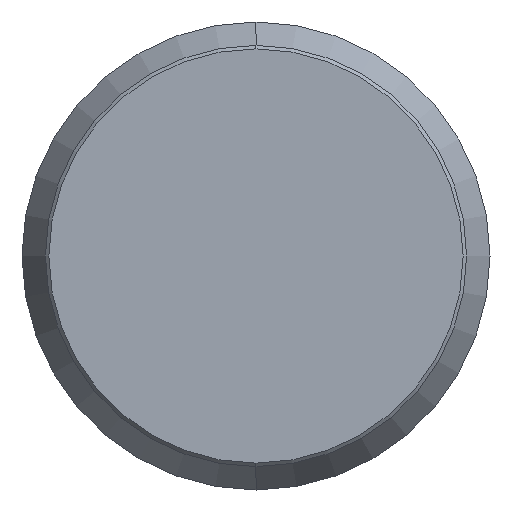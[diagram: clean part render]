
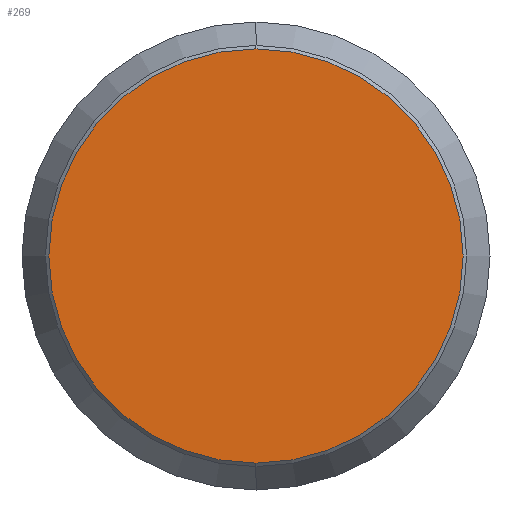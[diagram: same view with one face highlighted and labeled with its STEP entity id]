
A CAD part, left-side view. The second image highlights one B-rep face of the part: STEP entity #269.
In plain terms, the highlighted planar face has unit normal (-1, 0, 0).
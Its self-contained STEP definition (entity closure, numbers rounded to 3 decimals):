
#15 = CARTESIAN_POINT ( 'NONE',  ( 0., 0., 0. ) ) ;
#17 = CARTESIAN_POINT ( 'NONE',  ( 0., 0., 0. ) ) ;
#33 = EDGE_CURVE ( 'NONE', #146, #544, #49, .T. ) ;
#49 = CIRCLE ( 'NONE', #70, 17.7 ) ;
#58 = CARTESIAN_POINT ( 'NONE',  ( 0., 0., 17.7 ) ) ;
#70 = AXIS2_PLACEMENT_3D ( 'NONE', #144, #95, #483 ) ;
#95 = DIRECTION ( 'NONE',  ( -1., 0., 0. ) ) ;
#103 = ORIENTED_EDGE ( 'NONE', *, *, #33, .T. ) ;
#104 = EDGE_LOOP ( 'NONE', ( #411, #103 ) ) ;
#144 = CARTESIAN_POINT ( 'NONE',  ( 0., 0., 0. ) ) ;
#146 = VERTEX_POINT ( 'NONE', #58 ) ;
#190 = CARTESIAN_POINT ( 'NONE',  ( 0., 0., -17.7 ) ) ;
#194 = EDGE_CURVE ( 'NONE', #544, #146, #392, .T. ) ;
#269 = ADVANCED_FACE ( 'NONE', ( #304 ), #451, .F. ) ;
#304 = FACE_OUTER_BOUND ( 'NONE', #104, .T. ) ;
#306 = DIRECTION ( 'NONE',  ( 1., 0., 0. ) ) ;
#354 = DIRECTION ( 'NONE',  ( -1., 0., 0. ) ) ;
#391 = AXIS2_PLACEMENT_3D ( 'NONE', #15, #306, #498 ) ;
#392 = CIRCLE ( 'NONE', #482, 17.7 ) ;
#411 = ORIENTED_EDGE ( 'NONE', *, *, #194, .T. ) ;
#451 = PLANE ( 'NONE',  #391 ) ;
#482 = AXIS2_PLACEMENT_3D ( 'NONE', #17, #354, #608 ) ;
#483 = DIRECTION ( 'NONE',  ( 0., 0., 1. ) ) ;
#498 = DIRECTION ( 'NONE',  ( 0., 0., -1. ) ) ;
#544 = VERTEX_POINT ( 'NONE', #190 ) ;
#608 = DIRECTION ( 'NONE',  ( 0., 0., 1. ) ) ;
